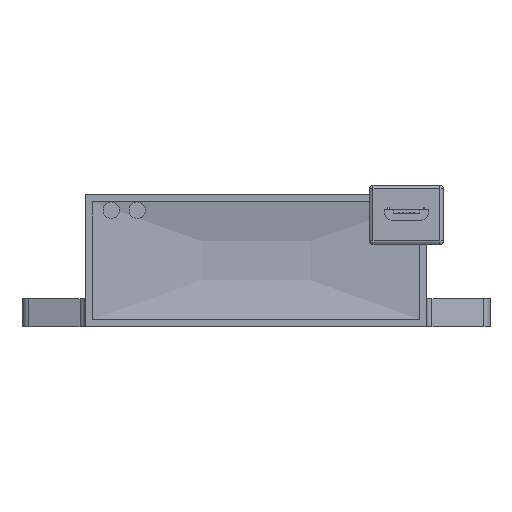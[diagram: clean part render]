
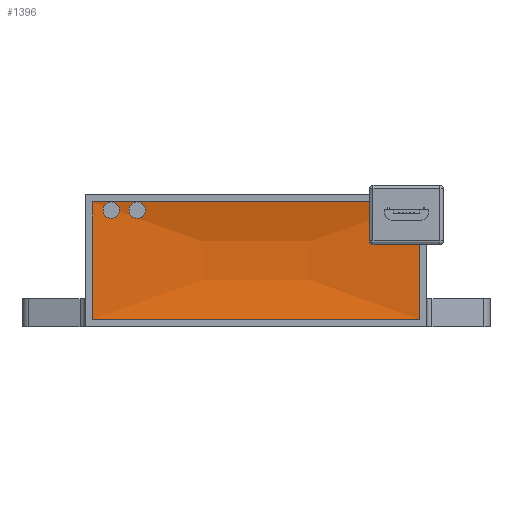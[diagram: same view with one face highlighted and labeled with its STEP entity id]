
A CAD part, front view. The second image highlights one B-rep face of the part: STEP entity #1396.
In plain terms, the highlighted free-form (B-spline) face has degree [3, 3] with [4, 4] control points.
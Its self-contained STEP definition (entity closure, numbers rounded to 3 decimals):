
#171 = ORIENTED_EDGE ( 'NONE', *, *, #3523, .T. ) ;
#201 = VERTEX_POINT ( 'NONE', #7202 ) ;
#233 = DIRECTION ( 'NONE',  ( 1., 0., 0. ) ) ;
#263 = B_SPLINE_SURFACE_WITH_KNOTS ( 'NONE', 3, 3, ( 
 ( #3828, #4433, #3903, #2751 ),
 ( #3858, #4960, #4379, #3292 ),
 ( #6799, #7347, #6197, #5605 ),
 ( #3880, #2169, #4980, #437 ) ),
 .UNSPECIFIED., .F., .F., .F.,
 ( 4, 4 ),
 ( 4, 4 ),
 ( 0., 1. ),
 ( 0., 1. ),
 .UNSPECIFIED. ) ;
#437 = CARTESIAN_POINT ( 'NONE',  ( -22., -15.799, -7.9 ) ) ;
#582 = LINE ( 'NONE', #5715, #2808 ) ;
#632 = VERTEX_POINT ( 'NONE', #5973 ) ;
#705 = LINE ( 'NONE', #2446, #5448 ) ;
#837 = CARTESIAN_POINT ( 'NONE',  ( 22., -15.799, 7.9 ) ) ;
#1291 = ORIENTED_EDGE ( 'NONE', *, *, #2629, .T. ) ;
#1312 = CARTESIAN_POINT ( 'NONE',  ( -22., -15.799, -7.9 ) ) ;
#1396 = ADVANCED_FACE ( 'NONE', ( #2782 ), #263, .F. ) ;
#1524 = VECTOR ( 'NONE', #2272, 1000. ) ;
#2169 = CARTESIAN_POINT ( 'NONE',  ( 7.333, -15.799, -7.9 ) ) ;
#2248 = CARTESIAN_POINT ( 'NONE',  ( -22., -15.799, 7.9 ) ) ;
#2266 = DIRECTION ( 'NONE',  ( -1., 0., 0. ) ) ;
#2272 = DIRECTION ( 'NONE',  ( 0., 0., -1. ) ) ;
#2446 = CARTESIAN_POINT ( 'NONE',  ( 22., -15.799, 7.9 ) ) ;
#2629 = EDGE_CURVE ( 'NONE', #632, #2743, #705, .T. ) ;
#2743 = VERTEX_POINT ( 'NONE', #837 ) ;
#2751 = CARTESIAN_POINT ( 'NONE',  ( -22., -15.799, 7.9 ) ) ;
#2761 = LINE ( 'NONE', #2816, #1524 ) ;
#2780 = EDGE_LOOP ( 'NONE', ( #1291, #171, #3662, #7476 ) ) ;
#2782 = FACE_OUTER_BOUND ( 'NONE', #2780, .T. ) ;
#2808 = VECTOR ( 'NONE', #2266, 1000. ) ;
#2816 = CARTESIAN_POINT ( 'NONE',  ( -22., -15.799, 7.9 ) ) ;
#3292 = CARTESIAN_POINT ( 'NONE',  ( -22., -15.799, 2.633 ) ) ;
#3523 = EDGE_CURVE ( 'NONE', #2743, #5948, #582, .T. ) ;
#3662 = ORIENTED_EDGE ( 'NONE', *, *, #4904, .T. ) ;
#3828 = CARTESIAN_POINT ( 'NONE',  ( 22., -15.799, 7.9 ) ) ;
#3858 = CARTESIAN_POINT ( 'NONE',  ( 22., -15.799, 2.633 ) ) ;
#3880 = CARTESIAN_POINT ( 'NONE',  ( 22., -15.799, -7.9 ) ) ;
#3903 = CARTESIAN_POINT ( 'NONE',  ( -7.333, -15.799, 7.9 ) ) ;
#4128 = DIRECTION ( 'NONE',  ( 0., 0., 1. ) ) ;
#4379 = CARTESIAN_POINT ( 'NONE',  ( -7.333, -13.666, 2.633 ) ) ;
#4433 = CARTESIAN_POINT ( 'NONE',  ( 7.333, -15.799, 7.9 ) ) ;
#4519 = EDGE_CURVE ( 'NONE', #201, #632, #5397, .T. ) ;
#4904 = EDGE_CURVE ( 'NONE', #5948, #201, #2761, .T. ) ;
#4960 = CARTESIAN_POINT ( 'NONE',  ( 7.333, -13.666, 2.633 ) ) ;
#4980 = CARTESIAN_POINT ( 'NONE',  ( -7.333, -15.799, -7.9 ) ) ;
#5397 = LINE ( 'NONE', #1312, #7060 ) ;
#5448 = VECTOR ( 'NONE', #4128, 1000. ) ;
#5605 = CARTESIAN_POINT ( 'NONE',  ( -22., -15.799, -2.633 ) ) ;
#5715 = CARTESIAN_POINT ( 'NONE',  ( -22., -15.799, 7.9 ) ) ;
#5948 = VERTEX_POINT ( 'NONE', #2248 ) ;
#5973 = CARTESIAN_POINT ( 'NONE',  ( 22., -15.799, -7.9 ) ) ;
#6197 = CARTESIAN_POINT ( 'NONE',  ( -7.333, -13.666, -2.633 ) ) ;
#6799 = CARTESIAN_POINT ( 'NONE',  ( 22., -15.799, -2.633 ) ) ;
#7060 = VECTOR ( 'NONE', #233, 1000. ) ;
#7202 = CARTESIAN_POINT ( 'NONE',  ( -22., -15.799, -7.9 ) ) ;
#7347 = CARTESIAN_POINT ( 'NONE',  ( 7.333, -13.666, -2.633 ) ) ;
#7476 = ORIENTED_EDGE ( 'NONE', *, *, #4519, .T. ) ;
